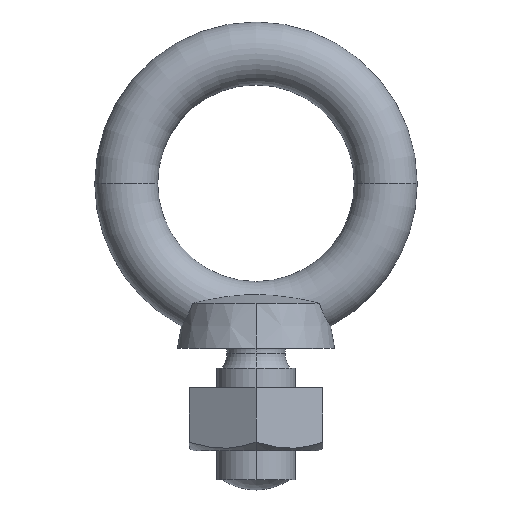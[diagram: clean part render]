
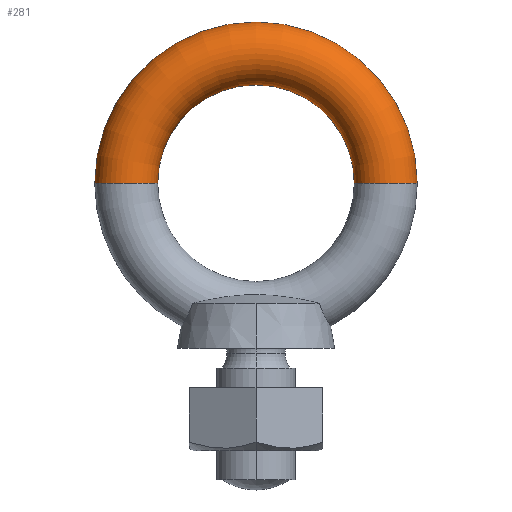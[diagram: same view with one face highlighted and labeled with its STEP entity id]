
A CAD part, top view. The second image highlights one B-rep face of the part: STEP entity #281.
In plain terms, the highlighted toroidal (fillet/blend) face has major radius 16.5 mm and minor radius 4 mm.
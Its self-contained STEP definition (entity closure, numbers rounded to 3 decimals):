
#200 = ORIENTED_EDGE ( 'NONE', *, *, #1381, .T. ) ;
#201 = ORIENTED_EDGE ( 'NONE', *, *, #274, .T. ) ;
#202 = EDGE_CURVE ( 'NONE', #1372, #1373, #645, .T. ) ;
#274 = EDGE_CURVE ( 'NONE', #1357, #1361, #807, .T. ) ;
#277 = ORIENTED_EDGE ( 'NONE', *, *, #1380, .F. ) ;
#279 = ORIENTED_EDGE ( 'NONE', *, *, #202, .F. ) ;
#280 = EDGE_LOOP ( 'NONE', ( #277, #279, #200, #201 ) ) ;
#281 = ADVANCED_FACE ( 'NONE', ( #795 ), #794, .T. ) ;
#642 = DIRECTION ( 'NONE',  ( 0., 0., -1. ) ) ;
#643 = DIRECTION ( 'NONE',  ( 0., -1., 0. ) ) ;
#644 = AXIS2_PLACEMENT_3D ( 'NONE', #649, #643, #642 ) ;
#645 = CIRCLE ( 'NONE', #644, 4. ) ;
#649 = CARTESIAN_POINT ( 'NONE',  ( -16.5, 0., 0. ) ) ;
#790 = DIRECTION ( 'NONE',  ( 0., 0., -1. ) ) ;
#791 = CARTESIAN_POINT ( 'NONE',  ( 0., 0., 0. ) ) ;
#792 = AXIS2_PLACEMENT_3D ( 'NONE', #791, #790, #860 ) ;
#794 = TOROIDAL_SURFACE ( 'NONE', #792, 16.5, 4. ) ;
#795 = FACE_OUTER_BOUND ( 'NONE', #280, .T. ) ;
#803 = DIRECTION ( 'NONE',  ( -1., 0., 0. ) ) ;
#804 = DIRECTION ( 'NONE',  ( 0., 1., 0. ) ) ;
#805 = CARTESIAN_POINT ( 'NONE',  ( 16.5, 0., 0. ) ) ;
#806 = AXIS2_PLACEMENT_3D ( 'NONE', #805, #804, #803 ) ;
#807 = CIRCLE ( 'NONE', #806, 4. ) ;
#860 = DIRECTION ( 'NONE',  ( -1., 0., 0. ) ) ;
#883 = CARTESIAN_POINT ( 'NONE',  ( 20.5, 0., 0. ) ) ;
#886 = CARTESIAN_POINT ( 'NONE',  ( 12.5, 0., 0. ) ) ;
#930 = CARTESIAN_POINT ( 'NONE',  ( -20.5, 0., 0. ) ) ;
#931 = CARTESIAN_POINT ( 'NONE',  ( -12.5, 0., 0. ) ) ;
#939 = DIRECTION ( 'NONE',  ( -1., 0., 0. ) ) ;
#940 = DIRECTION ( 'NONE',  ( 0., 0., -1. ) ) ;
#941 = CARTESIAN_POINT ( 'NONE',  ( 0., 0., 0. ) ) ;
#942 = AXIS2_PLACEMENT_3D ( 'NONE', #941, #940, #939 ) ;
#943 = CIRCLE ( 'NONE', #942, 12.5 ) ;
#944 = DIRECTION ( 'NONE',  ( -1., 0., 0. ) ) ;
#945 = DIRECTION ( 'NONE',  ( 0., 0., -1. ) ) ;
#946 = CARTESIAN_POINT ( 'NONE',  ( 0., 0., 0. ) ) ;
#947 = AXIS2_PLACEMENT_3D ( 'NONE', #946, #945, #944 ) ;
#948 = CIRCLE ( 'NONE', #947, 20.5 ) ;
#1357 = VERTEX_POINT ( 'NONE', #886 ) ;
#1361 = VERTEX_POINT ( 'NONE', #883 ) ;
#1372 = VERTEX_POINT ( 'NONE', #931 ) ;
#1373 = VERTEX_POINT ( 'NONE', #930 ) ;
#1380 = EDGE_CURVE ( 'NONE', #1373, #1361, #948, .T. ) ;
#1381 = EDGE_CURVE ( 'NONE', #1372, #1357, #943, .T. ) ;
